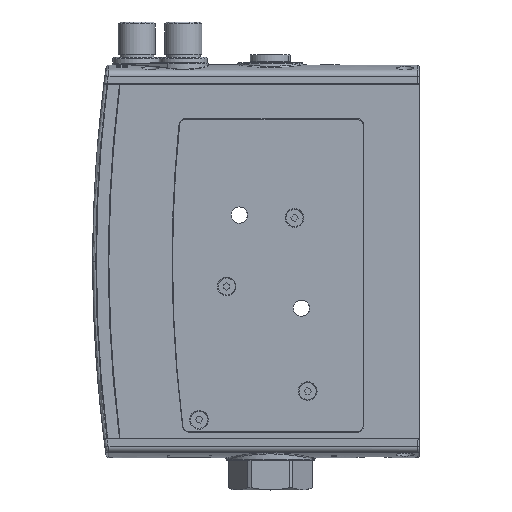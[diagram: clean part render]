
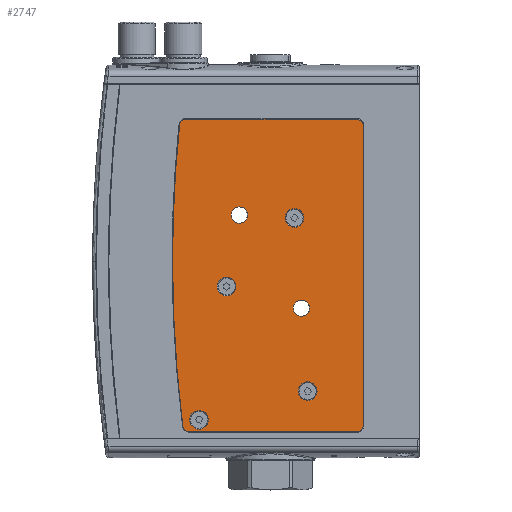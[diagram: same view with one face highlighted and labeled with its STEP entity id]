
A CAD part, top view. The second image highlights one B-rep face of the part: STEP entity #2747.
In plain terms, the highlighted planar face has unit normal (0, 0, 1).
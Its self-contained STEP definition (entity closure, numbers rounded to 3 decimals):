
#2747=ADVANCED_FACE('NONE',(#6957,#6958,#6959,#6960,#6961,#6962,#6963),#6964,.T.);
#6957=FACE_OUTER_BOUND('',#14456,.T.);
#6958=FACE_BOUND('',#14457,.T.);
#6959=FACE_BOUND('',#14458,.T.);
#6960=FACE_BOUND('',#14459,.T.);
#6961=FACE_BOUND('',#14460,.T.);
#6962=FACE_BOUND('',#14461,.T.);
#6963=FACE_BOUND('',#14462,.T.);
#6964=PLANE('',#14463);
#14456=EDGE_LOOP('',(#29758,#29759,#29760,#29761,#29762,#29763,#29764,#29765,#29766));
#14457=EDGE_LOOP('',(#29767,#29768));
#14458=EDGE_LOOP('',(#29769,#29770));
#14459=EDGE_LOOP('',(#29771,#29772));
#14460=EDGE_LOOP('',(#29773,#29774));
#14461=EDGE_LOOP('',(#29775,#29776));
#14462=EDGE_LOOP('',(#29777,#29778));
#14463=AXIS2_PLACEMENT_3D('',#29779,#29780,#29781);
#29758=ORIENTED_EDGE('',*,*,#45179,.F.);
#29759=ORIENTED_EDGE('',*,*,#45197,.T.);
#29760=ORIENTED_EDGE('',*,*,#45172,.F.);
#29761=ORIENTED_EDGE('',*,*,#45198,.T.);
#29762=ORIENTED_EDGE('',*,*,#45169,.F.);
#29763=ORIENTED_EDGE('',*,*,#45199,.T.);
#29764=ORIENTED_EDGE('',*,*,#45117,.F.);
#29765=ORIENTED_EDGE('',*,*,#45184,.F.);
#29766=ORIENTED_EDGE('',*,*,#45200,.T.);
#29767=ORIENTED_EDGE('',*,*,#45201,.F.);
#29768=ORIENTED_EDGE('',*,*,#45123,.F.);
#29769=ORIENTED_EDGE('',*,*,#45202,.F.);
#29770=ORIENTED_EDGE('',*,*,#45128,.F.);
#29771=ORIENTED_EDGE('',*,*,#45203,.F.);
#29772=ORIENTED_EDGE('',*,*,#45133,.F.);
#29773=ORIENTED_EDGE('',*,*,#45204,.F.);
#29774=ORIENTED_EDGE('',*,*,#45142,.F.);
#29775=ORIENTED_EDGE('',*,*,#45205,.F.);
#29776=ORIENTED_EDGE('',*,*,#45151,.F.);
#29777=ORIENTED_EDGE('',*,*,#45206,.F.);
#29778=ORIENTED_EDGE('',*,*,#45160,.F.);
#29779=CARTESIAN_POINT('',(351.368,-56.499,16.0));
#29780=DIRECTION('',(-0.0,0.0,1.0));
#29781=DIRECTION('',(1.0,-0.0,0.0));
#45117=EDGE_CURVE('NONE',#52322,#52325,#52326,.T.);
#45123=EDGE_CURVE('NONE',#52334,#52336,#52337,.T.);
#45128=EDGE_CURVE('NONE',#52343,#52345,#52346,.T.);
#45133=EDGE_CURVE('NONE',#52352,#52354,#52355,.T.);
#45142=EDGE_CURVE('NONE',#52367,#52369,#52370,.T.);
#45151=EDGE_CURVE('NONE',#52382,#52384,#52385,.T.);
#45160=EDGE_CURVE('NONE',#52397,#52399,#52400,.T.);
#45169=EDGE_CURVE('NONE',#52412,#52414,#52415,.T.);
#45172=EDGE_CURVE('NONE',#52418,#52419,#52420,.T.);
#45179=EDGE_CURVE('NONE',#52430,#52432,#52433,.T.);
#45184=EDGE_CURVE('NONE',#52438,#52322,#52440,.T.);
#45197=EDGE_CURVE('NONE',#52430,#52419,#52453,.T.);
#45198=EDGE_CURVE('NONE',#52418,#52414,#52454,.T.);
#45199=EDGE_CURVE('NONE',#52412,#52325,#52455,.T.);
#45200=EDGE_CURVE('NONE',#52438,#52432,#52456,.T.);
#45201=EDGE_CURVE('NONE',#52336,#52334,#52457,.T.);
#45202=EDGE_CURVE('NONE',#52345,#52343,#52458,.T.);
#45203=EDGE_CURVE('NONE',#52354,#52352,#52459,.T.);
#45204=EDGE_CURVE('NONE',#52369,#52367,#52460,.T.);
#45205=EDGE_CURVE('NONE',#52384,#52382,#52461,.T.);
#45206=EDGE_CURVE('NONE',#52399,#52397,#52462,.T.);
#52322=VERTEX_POINT('',#65188);
#52325=VERTEX_POINT('NONE',#65192);
#52326=CIRCLE('',#65193,431.0);
#52334=VERTEX_POINT('NONE',#65202);
#52336=VERTEX_POINT('NONE',#65205);
#52337=CIRCLE('',#65206,2.65);
#52343=VERTEX_POINT('NONE',#65213);
#52345=VERTEX_POINT('NONE',#65216);
#52346=CIRCLE('',#65217,2.65);
#52352=VERTEX_POINT('NONE',#65224);
#52354=VERTEX_POINT('NONE',#65227);
#52355=CIRCLE('',#65228,3.0);
#52367=VERTEX_POINT('NONE',#65243);
#52369=VERTEX_POINT('NONE',#65246);
#52370=CIRCLE('',#65247,3.0);
#52382=VERTEX_POINT('NONE',#65262);
#52384=VERTEX_POINT('NONE',#65265);
#52385=CIRCLE('',#65266,3.0);
#52397=VERTEX_POINT('NONE',#65281);
#52399=VERTEX_POINT('NONE',#65284);
#52400=CIRCLE('',#65285,3.0);
#52412=VERTEX_POINT('NONE',#65301);
#52414=VERTEX_POINT('NONE',#65304);
#52415=LINE('',#65305,#65306);
#52418=VERTEX_POINT('NONE',#65310);
#52419=VERTEX_POINT('NONE',#65311);
#52420=LINE('',#65312,#65313);
#52430=VERTEX_POINT('NONE',#65327);
#52432=VERTEX_POINT('NONE',#65330);
#52433=LINE('',#65331,#65332);
#52438=VERTEX_POINT('NONE',#65338);
#52440=CIRCLE('',#65341,431.0);
#52453=CIRCLE('',#65354,2.2);
#52454=CIRCLE('',#65355,2.2);
#52455=CIRCLE('',#65356,2.2);
#52456=CIRCLE('',#65357,2.2);
#52457=CIRCLE('',#65358,2.65);
#52458=CIRCLE('',#65359,2.65);
#52459=CIRCLE('',#65360,3.0);
#52460=CIRCLE('',#65361,3.0);
#52461=CIRCLE('',#65362,3.0);
#52462=CIRCLE('',#65363,3.0);
#65188=CARTESIAN_POINT('',(-79.632,-56.499,16.0));
#65192=CARTESIAN_POINT('',(-77.454,-13.229,16.0));
#65193=AXIS2_PLACEMENT_3D('',#89320,#89321,#89322);
#65202=CARTESIAN_POINT('',(-40.6,-72.1,16.0));
#65205=CARTESIAN_POINT('',(-35.3,-72.1,16.0));
#65206=AXIS2_PLACEMENT_3D('',#89331,#89332,#89333);
#65213=CARTESIAN_POINT('',(-60.6,-42.1,16.0));
#65216=CARTESIAN_POINT('',(-55.3,-42.1,16.0));
#65217=AXIS2_PLACEMENT_3D('',#89339,#89340,#89341);
#65224=CARTESIAN_POINT('',(-65.05,-65.1,16.0));
#65227=CARTESIAN_POINT('',(-59.05,-65.1,16.0));
#65228=AXIS2_PLACEMENT_3D('',#89347,#89348,#89349);
#65243=CARTESIAN_POINT('',(-43.2,-43.0,16.0));
#65246=CARTESIAN_POINT('',(-37.2,-43.0,16.0));
#65247=AXIS2_PLACEMENT_3D('',#89360,#89361,#89362);
#65262=CARTESIAN_POINT('',(-38.95,-98.8,16.0));
#65265=CARTESIAN_POINT('',(-32.95,-98.8,16.0));
#65266=AXIS2_PLACEMENT_3D('',#89373,#89374,#89375);
#65281=CARTESIAN_POINT('',(-73.95,-108.05,16.0));
#65284=CARTESIAN_POINT('',(-67.95,-108.05,16.0));
#65285=AXIS2_PLACEMENT_3D('',#89386,#89387,#89388);
#65301=CARTESIAN_POINT('',(-75.265,-11.25,16.0));
#65304=CARTESIAN_POINT('',(-20.25,-11.25,16.0));
#65305=CARTESIAN_POINT('',(-18.05,-11.25,16.0));
#65306=VECTOR('',#89397,1000.0);
#65310=CARTESIAN_POINT('',(-18.05,-13.45,16.0));
#65311=CARTESIAN_POINT('',(-18.05,-109.75,16.0));
#65312=CARTESIAN_POINT('',(-18.05,-11.25,16.0));
#65313=VECTOR('',#89399,1000.0);
#65327=CARTESIAN_POINT('',(-20.25,-111.95,16.0));
#65330=CARTESIAN_POINT('',(-74.113,-111.95,16.0));
#65331=CARTESIAN_POINT('',(-18.05,-111.95,16.0));
#65332=VECTOR('',#89405,1000.0);
#65338=CARTESIAN_POINT('',(-76.296,-110.023,16.0));
#65341=AXIS2_PLACEMENT_3D('',#89411,#89412,#89413);
#65354=AXIS2_PLACEMENT_3D('',#89444,#89445,#89446);
#65355=AXIS2_PLACEMENT_3D('',#89447,#89448,#89449);
#65356=AXIS2_PLACEMENT_3D('',#89450,#89451,#89452);
#65357=AXIS2_PLACEMENT_3D('',#89453,#89454,#89455);
#65358=AXIS2_PLACEMENT_3D('',#89456,#89457,#89458);
#65359=AXIS2_PLACEMENT_3D('',#89459,#89460,#89461);
#65360=AXIS2_PLACEMENT_3D('',#89462,#89463,#89464);
#65361=AXIS2_PLACEMENT_3D('',#89465,#89466,#89467);
#65362=AXIS2_PLACEMENT_3D('',#89468,#89469,#89470);
#65363=AXIS2_PLACEMENT_3D('',#89471,#89472,#89473);
#89320=CARTESIAN_POINT('',(351.368,-56.499,16.0));
#89321=DIRECTION('',(0.0,0.0,-1.0));
#89322=DIRECTION('',(1.0,0.,0.0));
#89331=CARTESIAN_POINT('',(-37.95,-72.1,16.0));
#89332=DIRECTION('',(0.0,0.0,1.0));
#89333=DIRECTION('',(1.0,0.0,0.0));
#89339=CARTESIAN_POINT('',(-57.95,-42.1,16.0));
#89340=DIRECTION('',(0.0,0.0,1.0));
#89341=DIRECTION('',(1.0,0.0,0.0));
#89347=CARTESIAN_POINT('',(-62.05,-65.1,16.0));
#89348=DIRECTION('',(0.0,0.0,1.0));
#89349=DIRECTION('',(1.0,0.0,0.0));
#89360=CARTESIAN_POINT('',(-40.2,-43.0,16.0));
#89361=DIRECTION('',(0.0,0.0,1.0));
#89362=DIRECTION('',(1.0,0.0,0.0));
#89373=CARTESIAN_POINT('',(-35.95,-98.8,16.0));
#89374=DIRECTION('',(0.0,0.0,1.0));
#89375=DIRECTION('',(1.0,0.0,0.0));
#89386=CARTESIAN_POINT('',(-70.95,-108.05,16.0));
#89387=DIRECTION('',(0.0,0.0,1.0));
#89388=DIRECTION('',(1.0,0.0,0.0));
#89397=DIRECTION('',(1.0,0.,0.0));
#89399=DIRECTION('',(0.,-1.0,0.0));
#89405=DIRECTION('',(-1.0,0.,0.0));
#89411=CARTESIAN_POINT('',(351.368,-56.499,16.0));
#89412=DIRECTION('',(0.0,0.0,-1.0));
#89413=DIRECTION('',(1.0,0.,0.0));
#89444=CARTESIAN_POINT('',(-20.25,-109.75,16.0));
#89445=DIRECTION('',(0.0,0.0,1.0));
#89446=DIRECTION('',(1.0,0.0,0.0));
#89447=CARTESIAN_POINT('',(-20.25,-13.45,16.0));
#89448=DIRECTION('',(0.0,0.0,1.0));
#89449=DIRECTION('',(1.0,0.0,0.0));
#89450=CARTESIAN_POINT('',(-75.265,-13.45,16.0));
#89451=DIRECTION('',(0.0,0.0,1.0));
#89452=DIRECTION('',(1.0,0.0,0.0));
#89453=CARTESIAN_POINT('',(-74.113,-109.75,16.0));
#89454=DIRECTION('',(0.0,0.0,1.0));
#89455=DIRECTION('',(1.0,0.0,0.0));
#89456=CARTESIAN_POINT('',(-37.95,-72.1,16.0));
#89457=DIRECTION('',(0.0,0.0,1.0));
#89458=DIRECTION('',(1.0,0.0,0.0));
#89459=CARTESIAN_POINT('',(-57.95,-42.1,16.0));
#89460=DIRECTION('',(0.0,0.0,1.0));
#89461=DIRECTION('',(1.0,0.0,0.0));
#89462=CARTESIAN_POINT('',(-62.05,-65.1,16.0));
#89463=DIRECTION('',(0.0,0.0,1.0));
#89464=DIRECTION('',(1.0,0.0,0.0));
#89465=CARTESIAN_POINT('',(-40.2,-43.0,16.0));
#89466=DIRECTION('',(0.0,0.0,1.0));
#89467=DIRECTION('',(1.0,0.0,0.0));
#89468=CARTESIAN_POINT('',(-35.95,-98.8,16.0));
#89469=DIRECTION('',(0.0,0.0,1.0));
#89470=DIRECTION('',(1.0,0.0,0.0));
#89471=CARTESIAN_POINT('',(-70.95,-108.05,16.0));
#89472=DIRECTION('',(0.0,0.0,1.0));
#89473=DIRECTION('',(1.0,0.0,0.0));
